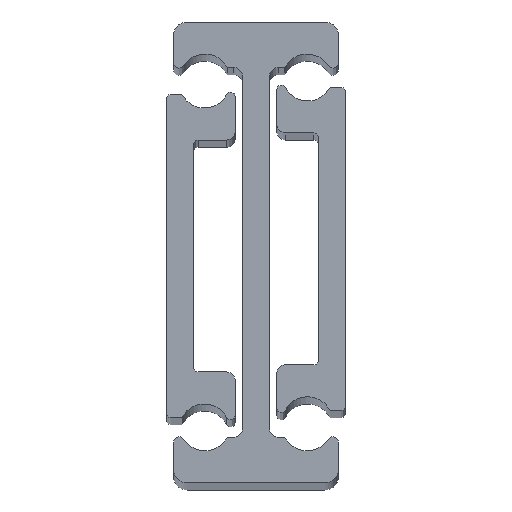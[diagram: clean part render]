
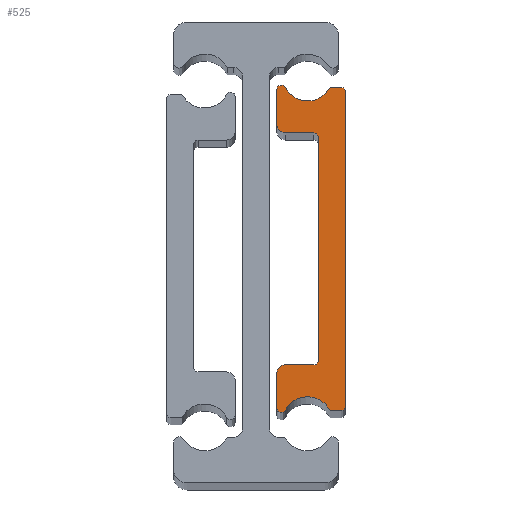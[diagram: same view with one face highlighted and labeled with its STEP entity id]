
A CAD part, top view. The second image highlights one B-rep face of the part: STEP entity #525.
In plain terms, the highlighted planar face has unit normal (0, 0, 1).
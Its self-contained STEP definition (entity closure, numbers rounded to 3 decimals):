
#115 = EDGE_CURVE ( 'NONE', #398, #286, #1498, .T. ) ;
#133 = EDGE_CURVE ( 'NONE', #340, #378, #1521, .T. ) ;
#134 = EDGE_CURVE ( 'NONE', #378, #335, #1523, .T. ) ;
#135 = EDGE_CURVE ( 'NONE', #299, #331, #1524, .T. ) ;
#139 = EDGE_CURVE ( 'NONE', #286, #340, #1520, .T. ) ;
#141 = EDGE_CURVE ( 'NONE', #345, #365, #1529, .T. ) ;
#144 = EDGE_CURVE ( 'NONE', #301, #345, #1539, .T. ) ;
#145 = EDGE_CURVE ( 'NONE', #300, #334, #1531, .T. ) ;
#146 = EDGE_CURVE ( 'NONE', #308, #295, #1541, .T. ) ;
#147 = EDGE_CURVE ( 'NONE', #295, #292, #1537, .T. ) ;
#148 = EDGE_CURVE ( 'NONE', #292, #380, #1544, .T. ) ;
#164 = EDGE_CURVE ( 'NONE', #335, #299, #1569, .T. ) ;
#165 = EDGE_CURVE ( 'NONE', #377, #301, #1571, .T. ) ;
#180 = EDGE_CURVE ( 'NONE', #365, #300, #1588, .T. ) ;
#184 = EDGE_CURVE ( 'NONE', #380, #377, #1595, .T. ) ;
#186 = EDGE_CURVE ( 'NONE', #291, #398, #1594, .T. ) ;
#189 = EDGE_CURVE ( 'NONE', #334, #291, #1602, .T. ) ;
#193 = CARTESIAN_POINT ( 'NONE',  ( 6.38, -12.75, 450. ) ) ;
#203 = DIRECTION ( 'NONE',  ( 0., -1., 0. ) ) ;
#208 = DIRECTION ( 'NONE',  ( 1., 0., 0. ) ) ;
#209 = CARTESIAN_POINT ( 'NONE',  ( 8.154, -17.8, 450. ) ) ;
#210 = CARTESIAN_POINT ( 'NONE',  ( 2.28, 17.534, 450. ) ) ;
#213 = DIRECTION ( 'NONE',  ( 0., 0., 1. ) ) ;
#215 = DIRECTION ( 'NONE',  ( 1., 0., 0. ) ) ;
#221 = CARTESIAN_POINT ( 'NONE',  ( 6.38, -12.25, 450. ) ) ;
#222 = DIRECTION ( 'NONE',  ( 1., 0., 0. ) ) ;
#230 = CARTESIAN_POINT ( 'NONE',  ( 2.28, -13.75, 450. ) ) ;
#234 = DIRECTION ( 'NONE',  ( 0., 0., -1. ) ) ;
#235 = DIRECTION ( 'NONE',  ( 1., 0., 0. ) ) ;
#236 = CARTESIAN_POINT ( 'NONE',  ( 6.38, 12.25, 450. ) ) ;
#245 = DIRECTION ( 'NONE',  ( -1., 0., 0. ) ) ;
#249 = DIRECTION ( 'NONE',  ( 0., 0., -1. ) ) ;
#264 = CARTESIAN_POINT ( 'NONE',  ( 2.78, 17.534, 450. ) ) ;
#275 = CARTESIAN_POINT ( 'NONE',  ( 3.28, -13.75, 450. ) ) ;
#282 = CARTESIAN_POINT ( 'NONE',  ( 3.28, 12.75, 450. ) ) ;
#286 = VERTEX_POINT ( 'NONE', #230 ) ;
#291 = VERTEX_POINT ( 'NONE', #474 ) ;
#292 = VERTEX_POINT ( 'NONE', #473 ) ;
#295 = VERTEX_POINT ( 'NONE', #471 ) ;
#299 = VERTEX_POINT ( 'NONE', #489 ) ;
#300 = VERTEX_POINT ( 'NONE', #488 ) ;
#301 = VERTEX_POINT ( 'NONE', #487 ) ;
#308 = VERTEX_POINT ( 'NONE', #480 ) ;
#314 = CARTESIAN_POINT ( 'NONE',  ( 5.68, -19.045, 450. ) ) ;
#331 = VERTEX_POINT ( 'NONE', #946 ) ;
#334 = VERTEX_POINT ( 'NONE', #871 ) ;
#335 = VERTEX_POINT ( 'NONE', #867 ) ;
#340 = VERTEX_POINT ( 'NONE', #939 ) ;
#345 = VERTEX_POINT ( 'NONE', #937 ) ;
#350 = DIRECTION ( 'NONE',  ( 0., 0., 1. ) ) ;
#354 = CARTESIAN_POINT ( 'NONE',  ( 3.28, 13.75, 450. ) ) ;
#355 = DIRECTION ( 'NONE',  ( 1., 0., 0. ) ) ;
#365 = VERTEX_POINT ( 'NONE', #926 ) ;
#376 = DIRECTION ( 'NONE',  ( 1., 0., 0. ) ) ;
#377 = VERTEX_POINT ( 'NONE', #918 ) ;
#378 = VERTEX_POINT ( 'NONE', #917 ) ;
#379 = DIRECTION ( 'NONE',  ( 0., -1., 0. ) ) ;
#380 = VERTEX_POINT ( 'NONE', #916 ) ;
#389 = DIRECTION ( 'NONE',  ( 0., 0., 1. ) ) ;
#398 = VERTEX_POINT ( 'NONE', #911 ) ;
#426 = DIRECTION ( 'NONE',  ( 1., 0., 0. ) ) ;
#427 = CARTESIAN_POINT ( 'NONE',  ( 9.33, 17.3, 450. ) ) ;
#428 = CARTESIAN_POINT ( 'NONE',  ( 2.28, -13.75, 450. ) ) ;
#430 = DIRECTION ( 'NONE',  ( 1., 0., 0. ) ) ;
#431 = CARTESIAN_POINT ( 'NONE',  ( 5.68, 19.045, 450. ) ) ;
#432 = DIRECTION ( 'NONE',  ( 0., 0., 1. ) ) ;
#433 = DIRECTION ( 'NONE',  ( -1., 0., 0. ) ) ;
#436 = DIRECTION ( 'NONE',  ( 1., 0., 0. ) ) ;
#437 = CARTESIAN_POINT ( 'NONE',  ( 6.88, 12.25, 450. ) ) ;
#438 = DIRECTION ( 'NONE',  ( 0., -1., 0. ) ) ;
#443 = CARTESIAN_POINT ( 'NONE',  ( 9.33, 17.8, 450. ) ) ;
#446 = CARTESIAN_POINT ( 'NONE',  ( 2.78, -17.534, 450. ) ) ;
#453 = DIRECTION ( 'NONE',  ( 0., 0., 1. ) ) ;
#454 = DIRECTION ( 'NONE',  ( 1., 0., 0. ) ) ;
#455 = CARTESIAN_POINT ( 'NONE',  ( 9.33, -17.3, 450. ) ) ;
#459 = DIRECTION ( 'NONE',  ( 1., 0., 0. ) ) ;
#460 = DIRECTION ( 'NONE',  ( 0., 0., -1. ) ) ;
#461 = DIRECTION ( 'NONE',  ( 0., 0., -1. ) ) ;
#464 = DIRECTION ( 'NONE',  ( 1., 0., 0. ) ) ;
#467 = DIRECTION ( 'NONE',  ( 0., 0., 1. ) ) ;
#471 = CARTESIAN_POINT ( 'NONE',  ( 9.33, 17.8, 450. ) ) ;
#473 = CARTESIAN_POINT ( 'NONE',  ( 8.154, 17.8, 450. ) ) ;
#474 = CARTESIAN_POINT ( 'NONE',  ( 6.38, -12.75, 450. ) ) ;
#480 = CARTESIAN_POINT ( 'NONE',  ( 9.83, 17.3, 450. ) ) ;
#487 = CARTESIAN_POINT ( 'NONE',  ( 2.28, 13.75, 450. ) ) ;
#488 = CARTESIAN_POINT ( 'NONE',  ( 6.88, 12.25, 450. ) ) ;
#489 = CARTESIAN_POINT ( 'NONE',  ( 9.33, -17.8, 450. ) ) ;
#525 = ADVANCED_FACE ( 'NONE', ( #1662 ), #1795, .T. ) ;
#661 = ORIENTED_EDGE ( 'NONE', *, *, #186, .T. ) ;
#662 = ORIENTED_EDGE ( 'NONE', *, *, #115, .T. ) ;
#663 = ORIENTED_EDGE ( 'NONE', *, *, #139, .T. ) ;
#677 = ORIENTED_EDGE ( 'NONE', *, *, #135, .T. ) ;
#678 = ORIENTED_EDGE ( 'NONE', *, *, #986, .T. ) ;
#692 = ORIENTED_EDGE ( 'NONE', *, *, #165, .T. ) ;
#693 = ORIENTED_EDGE ( 'NONE', *, *, #144, .T. ) ;
#694 = ORIENTED_EDGE ( 'NONE', *, *, #141, .T. ) ;
#722 = ORIENTED_EDGE ( 'NONE', *, *, #134, .T. ) ;
#744 = ORIENTED_EDGE ( 'NONE', *, *, #189, .T. ) ;
#753 = ORIENTED_EDGE ( 'NONE', *, *, #184, .T. ) ;
#798 = ORIENTED_EDGE ( 'NONE', *, *, #180, .T. ) ;
#799 = ORIENTED_EDGE ( 'NONE', *, *, #146, .T. ) ;
#800 = ORIENTED_EDGE ( 'NONE', *, *, #147, .T. ) ;
#801 = ORIENTED_EDGE ( 'NONE', *, *, #148, .T. ) ;
#806 = ORIENTED_EDGE ( 'NONE', *, *, #133, .T. ) ;
#809 = ORIENTED_EDGE ( 'NONE', *, *, #145, .T. ) ;
#839 = EDGE_LOOP ( 'NONE', ( #677, #678, #799, #800, #801, #753, #692, #693, #694, #798, #809, #744, #661, #662, #663, #806, #722, #851 ) ) ;
#851 = ORIENTED_EDGE ( 'NONE', *, *, #164, .T. ) ;
#867 = CARTESIAN_POINT ( 'NONE',  ( 8.154, -17.8, 450. ) ) ;
#871 = CARTESIAN_POINT ( 'NONE',  ( 6.88, -12.25, 450. ) ) ;
#911 = CARTESIAN_POINT ( 'NONE',  ( 3.28, -12.75, 450. ) ) ;
#916 = CARTESIAN_POINT ( 'NONE',  ( 3.223, 17.765, 450. ) ) ;
#917 = CARTESIAN_POINT ( 'NONE',  ( 3.223, -17.765, 450. ) ) ;
#918 = CARTESIAN_POINT ( 'NONE',  ( 2.28, 17.534, 450. ) ) ;
#926 = CARTESIAN_POINT ( 'NONE',  ( 6.38, 12.75, 450. ) ) ;
#937 = CARTESIAN_POINT ( 'NONE',  ( 3.28, 12.75, 450. ) ) ;
#939 = CARTESIAN_POINT ( 'NONE',  ( 2.28, -17.534, 450. ) ) ;
#946 = CARTESIAN_POINT ( 'NONE',  ( 9.83, -17.3, 450. ) ) ;
#986 = EDGE_CURVE ( 'NONE', #331, #308, #1300, .T. ) ;
#1066 = AXIS2_PLACEMENT_3D ( 'NONE', #275, #350, #436 ) ;
#1070 = AXIS2_PLACEMENT_3D ( 'NONE', #446, #467, #464 ) ;
#1081 = AXIS2_PLACEMENT_3D ( 'NONE', #314, #460, #355 ) ;
#1082 = AXIS2_PLACEMENT_3D ( 'NONE', #455, #453, #454 ) ;
#1083 = AXIS2_PLACEMENT_3D ( 'NONE', #354, #432, #430 ) ;
#1087 = AXIS2_PLACEMENT_3D ( 'NONE', #427, #389, #426 ) ;
#1088 = AXIS2_PLACEMENT_3D ( 'NONE', #431, #461, #459 ) ;
#1093 = AXIS2_PLACEMENT_3D ( 'NONE', #236, #234, #235 ) ;
#1095 = AXIS2_PLACEMENT_3D ( 'NONE', #264, #213, #215 ) ;
#1098 = AXIS2_PLACEMENT_3D ( 'NONE', #221, #249, #222 ) ;
#1133 = AXIS2_PLACEMENT_3D ( 'NONE', #1798, #1810, #1811 ) ;
#1300 = LINE ( 'NONE', #1992, #1302 ) ;
#1302 = VECTOR ( 'NONE', #1996, 1000. ) ;
#1498 = CIRCLE ( 'NONE', #1066, 1. ) ;
#1515 = VECTOR ( 'NONE', #379, 1000. ) ;
#1520 = LINE ( 'NONE', #428, #1515 ) ;
#1521 = CIRCLE ( 'NONE', #1070, 0.5 ) ;
#1523 = CIRCLE ( 'NONE', #1081, 2.77 ) ;
#1524 = CIRCLE ( 'NONE', #1082, 0.5 ) ;
#1527 = VECTOR ( 'NONE', #438, 1000. ) ;
#1529 = LINE ( 'NONE', #282, #1532 ) ;
#1531 = LINE ( 'NONE', #437, #1527 ) ;
#1532 = VECTOR ( 'NONE', #376, 1000. ) ;
#1537 = LINE ( 'NONE', #443, #1538 ) ;
#1538 = VECTOR ( 'NONE', #433, 1000. ) ;
#1539 = CIRCLE ( 'NONE', #1083, 1. ) ;
#1541 = CIRCLE ( 'NONE', #1087, 0.5 ) ;
#1544 = CIRCLE ( 'NONE', #1088, 2.77 ) ;
#1569 = LINE ( 'NONE', #209, #1570 ) ;
#1570 = VECTOR ( 'NONE', #208, 1000. ) ;
#1571 = LINE ( 'NONE', #210, #1572 ) ;
#1572 = VECTOR ( 'NONE', #203, 1000. ) ;
#1588 = CIRCLE ( 'NONE', #1093, 0.5 ) ;
#1594 = LINE ( 'NONE', #193, #1596 ) ;
#1595 = CIRCLE ( 'NONE', #1095, 0.5 ) ;
#1596 = VECTOR ( 'NONE', #245, 1000. ) ;
#1602 = CIRCLE ( 'NONE', #1098, 0.5 ) ;
#1662 = FACE_OUTER_BOUND ( 'NONE', #839, .T. ) ;
#1795 = PLANE ( 'NONE',  #1133 ) ;
#1798 = CARTESIAN_POINT ( 'NONE',  ( 9.33, -17.3, 450. ) ) ;
#1810 = DIRECTION ( 'NONE',  ( 0., 0., 1. ) ) ;
#1811 = DIRECTION ( 'NONE',  ( 1., 0., 0. ) ) ;
#1992 = CARTESIAN_POINT ( 'NONE',  ( 9.83, -17.3, 450. ) ) ;
#1996 = DIRECTION ( 'NONE',  ( 0., 1., 0. ) ) ;
